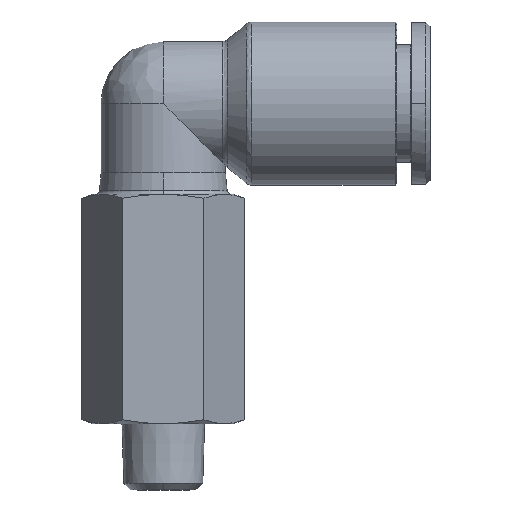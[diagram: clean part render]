
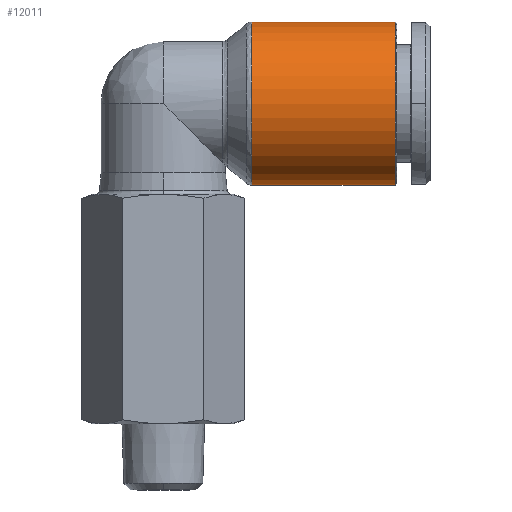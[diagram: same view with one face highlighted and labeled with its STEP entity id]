
A CAD part, front view. The second image highlights one B-rep face of the part: STEP entity #12011.
In plain terms, the highlighted cylindrical face has radius 9.85 mm (diameter 19.7 mm), a partial arc.
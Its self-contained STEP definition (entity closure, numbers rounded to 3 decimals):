
#78 = DIRECTION ( 'NONE',  ( 1., 0., 0. ) ) ;
#364 = VERTEX_POINT ( 'NONE', #12560 ) ;
#1505 = CIRCLE ( 'NONE', #7067, 9.85 ) ;
#1835 = ORIENTED_EDGE ( 'NONE', *, *, #4905, .F. ) ;
#2047 = EDGE_CURVE ( 'NONE', #10427, #2277, #7455, .T. ) ;
#2277 = VERTEX_POINT ( 'NONE', #3822 ) ;
#2856 = EDGE_LOOP ( 'NONE', ( #1835, #13999, #4286, #13164, #10421 ) ) ;
#3142 = LINE ( 'NONE', #8312, #13111 ) ;
#3234 = DIRECTION ( 'NONE',  ( 1., 0., 0. ) ) ;
#3277 = VECTOR ( 'NONE', #78, 1000. ) ;
#3822 = CARTESIAN_POINT ( 'NONE',  ( 12.572, 0., -9.85 ) ) ;
#3929 = DIRECTION ( 'NONE',  ( 1., 0., 0. ) ) ;
#4069 = CYLINDRICAL_SURFACE ( 'NONE', #11227, 9.85 ) ;
#4286 = ORIENTED_EDGE ( 'NONE', *, *, #2047, .T. ) ;
#4905 = EDGE_CURVE ( 'NONE', #364, #11681, #3142, .T. ) ;
#5297 = DIRECTION ( 'NONE',  ( 0., 0., -1. ) ) ;
#6905 = DIRECTION ( 'NONE',  ( 1., 0., 0. ) ) ;
#7067 = AXIS2_PLACEMENT_3D ( 'NONE', #13071, #10779, #5297 ) ;
#7400 = CARTESIAN_POINT ( 'NONE',  ( -4.764, 0., -9.85 ) ) ;
#7455 = LINE ( 'NONE', #10146, #3277 ) ;
#7656 = DIRECTION ( 'NONE',  ( 0., 0., -1. ) ) ;
#7711 = EDGE_CURVE ( 'NONE', #2277, #11333, #8209, .T. ) ;
#7835 = DIRECTION ( 'NONE',  ( 0., 0., -1. ) ) ;
#8092 = FACE_OUTER_BOUND ( 'NONE', #2856, .T. ) ;
#8209 = CIRCLE ( 'NONE', #12994, 9.85 ) ;
#8312 = CARTESIAN_POINT ( 'NONE',  ( 2.872, 0., 9.85 ) ) ;
#8609 = DIRECTION ( 'NONE',  ( -1., 0., 0. ) ) ;
#9396 = CARTESIAN_POINT ( 'NONE',  ( 12.572, 0., 9.85 ) ) ;
#9803 = CIRCLE ( 'NONE', #11617, 9.85 ) ;
#10045 = CARTESIAN_POINT ( 'NONE',  ( -4.764, 0., 0. ) ) ;
#10146 = CARTESIAN_POINT ( 'NONE',  ( 2.872, 0., -9.85 ) ) ;
#10421 = ORIENTED_EDGE ( 'NONE', *, *, #10437, .T. ) ;
#10427 = VERTEX_POINT ( 'NONE', #7400 ) ;
#10437 = EDGE_CURVE ( 'NONE', #11333, #11681, #1505, .T. ) ;
#10769 = DIRECTION ( 'NONE',  ( 0., 0., -1. ) ) ;
#10779 = DIRECTION ( 'NONE',  ( -1., 0., 0. ) ) ;
#11227 = AXIS2_PLACEMENT_3D ( 'NONE', #13441, #3234, #7656 ) ;
#11333 = VERTEX_POINT ( 'NONE', #14140 ) ;
#11617 = AXIS2_PLACEMENT_3D ( 'NONE', #10045, #6905, #7835 ) ;
#11681 = VERTEX_POINT ( 'NONE', #9396 ) ;
#12011 = ADVANCED_FACE ( 'NONE', ( #8092 ), #4069, .T. ) ;
#12560 = CARTESIAN_POINT ( 'NONE',  ( -4.764, 0., 9.85 ) ) ;
#12994 = AXIS2_PLACEMENT_3D ( 'NONE', #14191, #8609, #10769 ) ;
#13071 = CARTESIAN_POINT ( 'NONE',  ( 12.572, 0., 0. ) ) ;
#13111 = VECTOR ( 'NONE', #3929, 1000. ) ;
#13162 = EDGE_CURVE ( 'NONE', #364, #10427, #9803, .T. ) ;
#13164 = ORIENTED_EDGE ( 'NONE', *, *, #7711, .T. ) ;
#13441 = CARTESIAN_POINT ( 'NONE',  ( 2.872, 0., 0. ) ) ;
#13999 = ORIENTED_EDGE ( 'NONE', *, *, #13162, .T. ) ;
#14140 = CARTESIAN_POINT ( 'NONE',  ( 12.572, -9.85, 0. ) ) ;
#14191 = CARTESIAN_POINT ( 'NONE',  ( 12.572, 0., 0. ) ) ;
